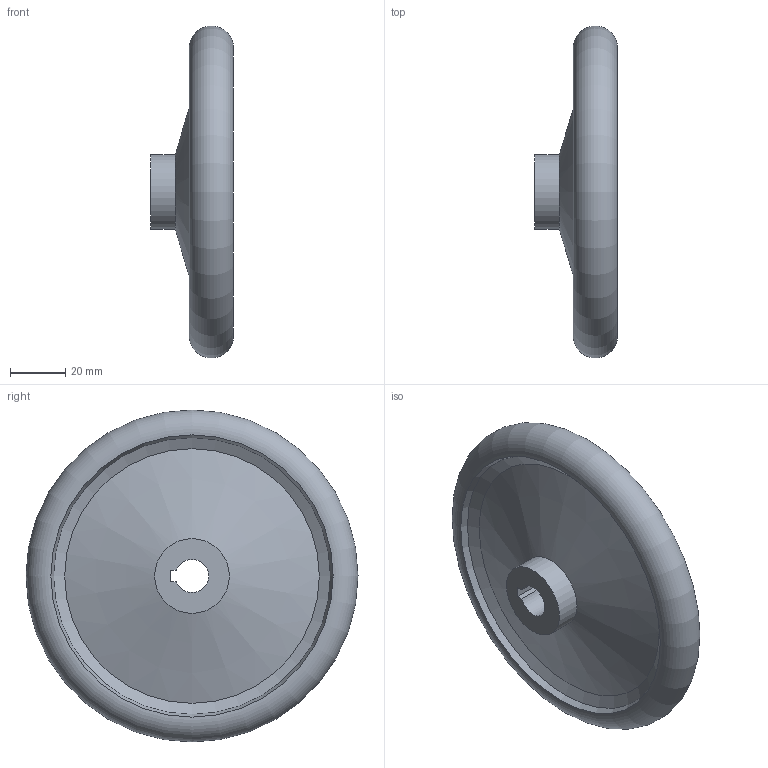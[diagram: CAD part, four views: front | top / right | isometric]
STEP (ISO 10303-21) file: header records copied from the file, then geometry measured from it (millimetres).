
FILE_DESCRIPTION( ( 'STEP AP214' ), '1' );
FILE_NAME( 'K0163.1120X12.stp', '2020-11-26T10:29:44', ( '' ), ( '' ), ' ', 'PARTsolutions', ' ' );
FILE_SCHEMA( ( 'AUTOMOTIVE_DESIGN { 1 0 10303 214 1 1 1 1 }' ) );
Length unit declared in the file: millimetre
Products named in the file (1): _K0163.1120X12
Bounding box: 29.98 x 119.98 x 119.98 mm (x, y, z)
Volume: 93065.9 mm3; surface area: 30041.7 mm2
Topology: 1 solids, 1 shells, 15 faces, 31 edges, 18 vertices
Faces by surface type: plane 5, cone 5, cylinder 3, torus 2
Full cylindrical faces by diameter (mm): 27 x2
Entity records: 492 total; most frequent: DIRECTION 66, CARTESIAN_POINT 57, ORIENTED_EDGE 44, AXIS2_PLACEMENT_3D 28, EDGE_LOOP 26, EDGE_CURVE 22, FACE_OUTER_BOUND 19, VERTEX_POINT 19
